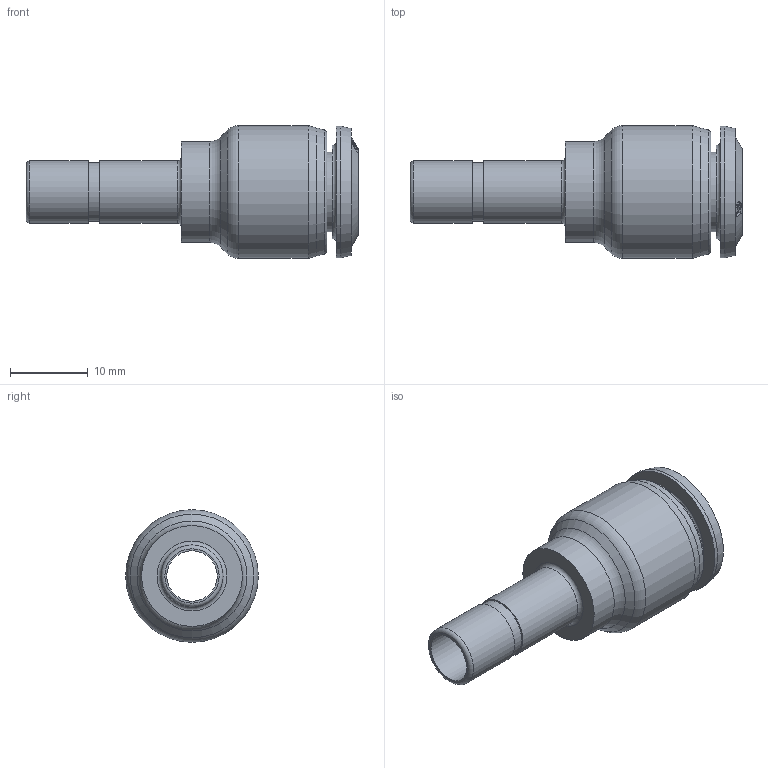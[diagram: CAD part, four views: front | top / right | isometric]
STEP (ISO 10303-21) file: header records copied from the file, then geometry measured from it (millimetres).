
FILE_DESCRIPTION (( 'STEP AP214' ), '1' );
FILE_NAME ('5570500003A.STEP', '2013-10-14T13:40:41', ( 'ST01' ), ( '' ), 'SwSTEP 2.0', 'SolidWorks 2012', '' );
FILE_SCHEMA (( 'AUTOMOTIVE_DESIGN' ));
Length unit declared in the file: millimetre
Products named in the file (1): 5570500003A
Bounding box: 42.8 x 17.1 x 17.1 mm (x, y, z)
Surface area: 2790.5 mm2 (no closed solid volume)
Topology: 0 solids, 3 shells, 88 faces, 218 edges, 142 vertices
Faces by surface type: bspline 52, cone 14, cylinder 8, plane 8, torus 6
Full cylindrical faces by diameter (mm): 6.5 x1, 7.6 x1, 8 x2, 10.2 x1, 13 x1, 17 x1, 17.1 x1
Entity records: 6663 total; most frequent: CARTESIAN_POINT 4133, ORIENTED_EDGE 374, EDGE_CURVE 194, B_SPLINE_CURVE_WITH_KNOTS 162, VERTEX_POINT 140, DIRECTION 138, EDGE_LOOP 124, FACE_OUTER_BOUND 102
